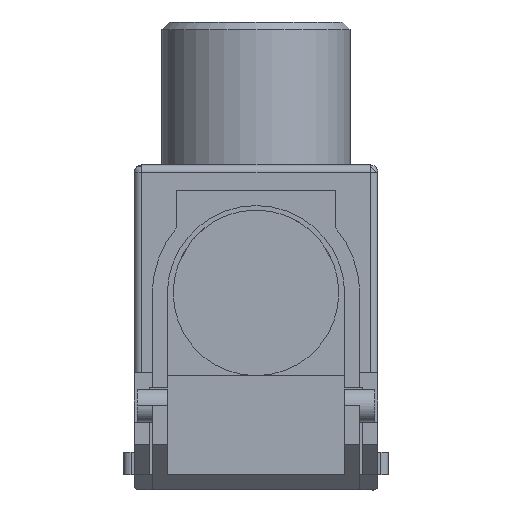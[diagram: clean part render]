
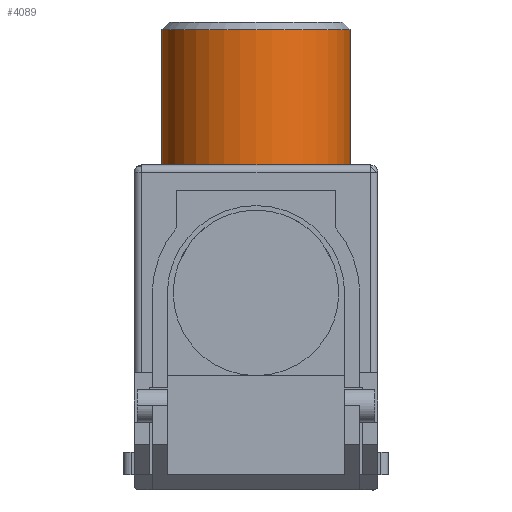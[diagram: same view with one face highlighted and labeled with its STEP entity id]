
A CAD part, front view. The second image highlights one B-rep face of the part: STEP entity #4089.
In plain terms, the highlighted cylindrical face has radius 6.25 mm (diameter 12.5 mm), a partial arc.
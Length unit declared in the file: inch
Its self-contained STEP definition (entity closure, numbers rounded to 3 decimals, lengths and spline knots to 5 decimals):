
#51 = AXIS2_PLACEMENT_3D ( 'NONE', #5288, #3664, #977 ) ;
#86 = LINE ( 'NONE', #1545, #6515 ) ;
#482 = DIRECTION ( 'NONE',  ( 1., 0., 0. ) ) ;
#513 = CIRCLE ( 'NONE', #4452, 0.24606 ) ;
#977 = DIRECTION ( 'NONE',  ( 1., 0., 0. ) ) ;
#1044 = EDGE_CURVE ( 'NONE', #3950, #3873, #3530, .T. ) ;
#1072 = CARTESIAN_POINT ( 'NONE',  ( -2.34469, 0.0798, 3.2782 ) ) ;
#1220 = ORIENTED_EDGE ( 'NONE', *, *, #4528, .T. ) ;
#1508 = EDGE_CURVE ( 'NONE', #3873, #4156, #86, .T. ) ;
#1545 = CARTESIAN_POINT ( 'NONE',  ( -2.59075, 0.0798, 2.90025 ) ) ;
#1560 = ORIENTED_EDGE ( 'NONE', *, *, #1044, .F. ) ;
#1626 = EDGE_CURVE ( 'NONE', #3950, #2060, #1817, .T. ) ;
#1817 = LINE ( 'NONE', #4572, #6567 ) ;
#1956 = AXIS2_PLACEMENT_3D ( 'NONE', #6448, #3262, #482 ) ;
#2060 = VERTEX_POINT ( 'NONE', #4210 ) ;
#2635 = DIRECTION ( 'NONE',  ( 0., 0., -1. ) ) ;
#2772 = ORIENTED_EDGE ( 'NONE', *, *, #1508, .F. ) ;
#3159 = EDGE_LOOP ( 'NONE', ( #2772, #1560, #6298, #1220 ) ) ;
#3262 = DIRECTION ( 'NONE',  ( 0., 0., -1. ) ) ;
#3530 = CIRCLE ( 'NONE', #1956, 0.24606 ) ;
#3664 = DIRECTION ( 'NONE',  ( 0., 0., 1. ) ) ;
#3759 = DIRECTION ( 'NONE',  ( 1., 0., 0. ) ) ;
#3873 = VERTEX_POINT ( 'NONE', #4478 ) ;
#3910 = CARTESIAN_POINT ( 'NONE',  ( -2.09862, 0.0798, 2.92387 ) ) ;
#3950 = VERTEX_POINT ( 'NONE', #3910 ) ;
#4089 = ADVANCED_FACE ( 'NONE', ( #4617 ), #6350, .T. ) ;
#4156 = VERTEX_POINT ( 'NONE', #5926 ) ;
#4210 = CARTESIAN_POINT ( 'NONE',  ( -2.09862, 0.0798, 3.2782 ) ) ;
#4452 = AXIS2_PLACEMENT_3D ( 'NONE', #1072, #2635, #3759 ) ;
#4478 = CARTESIAN_POINT ( 'NONE',  ( -2.59075, 0.0798, 2.92387 ) ) ;
#4528 = EDGE_CURVE ( 'NONE', #2060, #4156, #513, .T. ) ;
#4572 = CARTESIAN_POINT ( 'NONE',  ( -2.09862, 0.0798, 2.90025 ) ) ;
#4617 = FACE_OUTER_BOUND ( 'NONE', #3159, .T. ) ;
#4811 = DIRECTION ( 'NONE',  ( 0., 0., 1. ) ) ;
#5288 = CARTESIAN_POINT ( 'NONE',  ( -2.34469, 0.0798, 2.90025 ) ) ;
#5926 = CARTESIAN_POINT ( 'NONE',  ( -2.59075, 0.0798, 3.2782 ) ) ;
#6298 = ORIENTED_EDGE ( 'NONE', *, *, #1626, .T. ) ;
#6350 = CYLINDRICAL_SURFACE ( 'NONE', #51, 0.24606 ) ;
#6448 = CARTESIAN_POINT ( 'NONE',  ( -2.34469, 0.0798, 2.92387 ) ) ;
#6515 = VECTOR ( 'NONE', #4811, 39.37008 ) ;
#6567 = VECTOR ( 'NONE', #6697, 39.37008 ) ;
#6697 = DIRECTION ( 'NONE',  ( 0., 0., 1. ) ) ;
